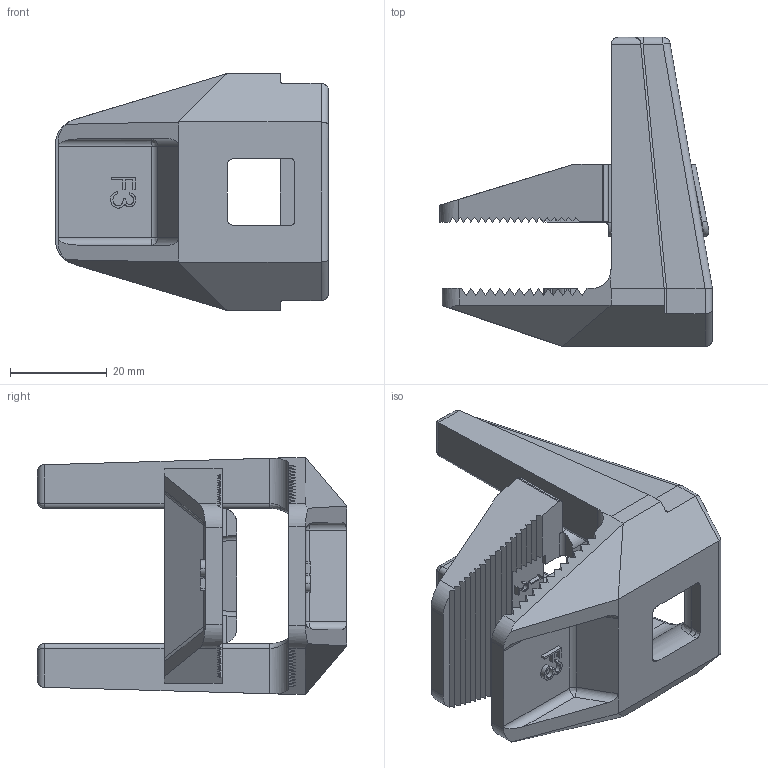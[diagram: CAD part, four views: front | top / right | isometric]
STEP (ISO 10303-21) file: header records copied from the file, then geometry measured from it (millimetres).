
FILE_DESCRIPTION (( 'STEP AP203' ), '1' );
FILE_NAME ('Lindapter Typ F312.STEP', '2015-05-13T07:24:42', ( 'user' ), ( 'Hewlett-Packard Company' ), 'SwSTEP 2.0', 'SolidWorks 2015', '' );
FILE_SCHEMA (( 'CONFIG_CONTROL_DESIGN' ));
Length unit declared in the file: millimetre
Products named in the file (3): Lindapter Typ F312; F312D; F312S
Assembly tree (2 placements, depth 2):
  Lindapter Typ F312
    F312D
    F312S
Bounding box: 56.5 x 64 x 49 mm (x, y, z)
Volume: 42091.4 mm3; surface area: 18592.2 mm2
Topology: 2 solids, 2 shells, 544 faces, 1435 edges, 912 vertices
Faces by surface type: plane 361, bspline 114, cylinder 69
Entity records: 23229 total; most frequent: CARTESIAN_POINT 10713, ORIENTED_EDGE 2858, DIRECTION 1988, EDGE_CURVE 1429, LINE 974, VECTOR 974, VERTEX_POINT 912, EDGE_LOOP 571
